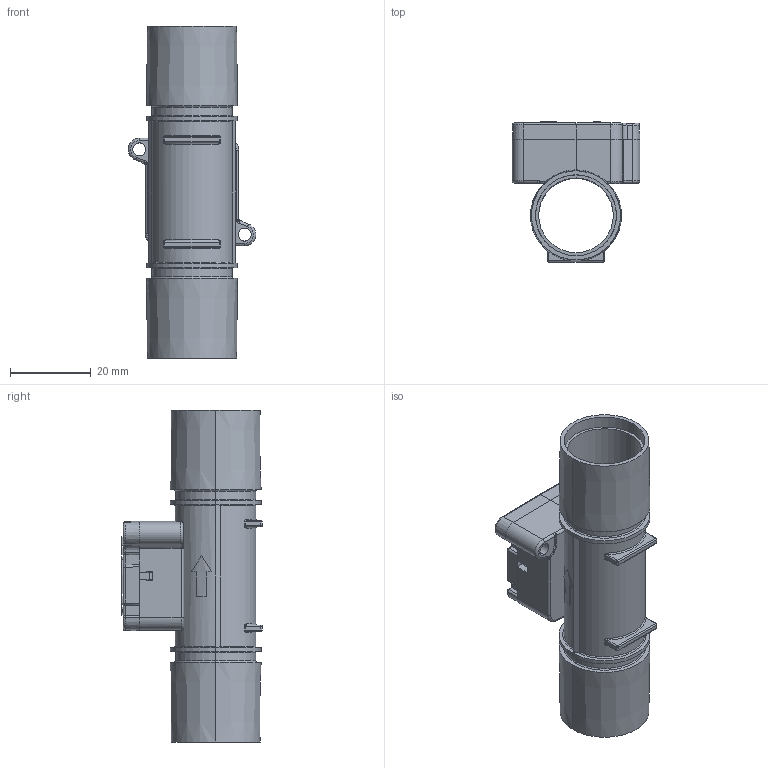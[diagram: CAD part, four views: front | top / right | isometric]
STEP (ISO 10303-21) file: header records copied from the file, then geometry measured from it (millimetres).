
FILE_DESCRIPTION (( 'STEP AP214' ), '1' );
FILE_NAME ('F01-0148-_Publikationsmodell SFM 3000 mit Deckel.STEP', '2013-08-22T09:06:27', ( 'WS7DELL004' ), ( '' ), 'SwSTEP 2.0', 'SolidWorks 2013', '' );
FILE_SCHEMA (( 'AUTOMOTIVE_DESIGN' ));
Length unit declared in the file: millimetre
Products named in the file (2): F01-0149_00; F01-0148-_Publikationsmodell SFM 3000 mit Deckel
Assembly tree (1 placements, depth 2):
  F01-0148-_Publikationsmodell SFM 3000 mit Deckel
    F01-0149_00
Bounding box: 31.5 x 34.65 x 82 mm (x, y, z)
Volume: 13375.3 mm3; surface area: 16184.4 mm2
Topology: 3 solids, 12 shells, 1062 faces, 2724 edges, 1697 vertices
Faces by surface type: plane 637, cylinder 212, bspline 91, cone 50, torus 38, sphere 34
Entity records: 43474 total; most frequent: CARTESIAN_POINT 8477, ORIENTED_EDGE 5372, DIRECTION 4752, EDGE_CURVE 2686, VECTOR 1848, LINE 1848, VERTEX_POINT 1693, AXIS2_PLACEMENT_3D 1452
